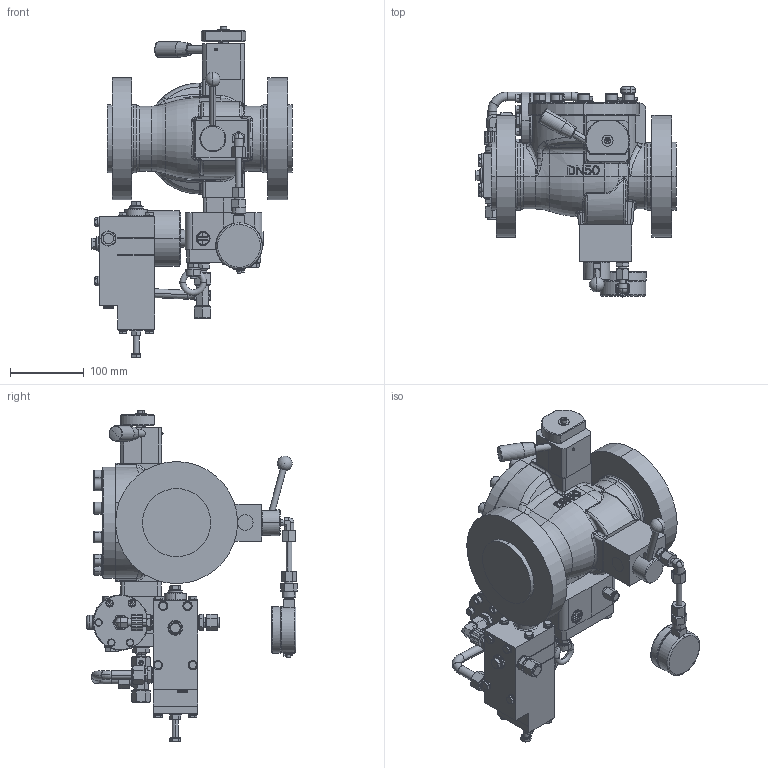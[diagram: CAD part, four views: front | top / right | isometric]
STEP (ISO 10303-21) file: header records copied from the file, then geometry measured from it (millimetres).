
FILE_DESCRIPTION (( 'STEP AP214' ), '1' );
FILE_NAME ('HON711-DN50-K16-Class600RF.STEP', '2019-07-30T04:24:38', ( '' ), ( '' ), 'SwSTEP 2.0', 'SolidWorks 2017', '' );
FILE_SCHEMA (( 'AUTOMOTIVE_DESIGN' ));
Length unit declared in the file: millimetre
Products named in the file (1): HON711-DN50-K16-Class600RF
Bounding box: 271.27 x 284.17 x 448.44 mm (x, y, z)
Volume: 6272007.2 mm3; surface area: 455954.8 mm2
Topology: 1 solids, 1 shells, 2419 faces, 5647 edges, 3386 vertices
Faces by surface type: plane 1108, cylinder 544, cone 464, torus 148, bspline 147, sphere 8
Entity records: 97547 total; most frequent: CARTESIAN_POINT 24133, ORIENTED_EDGE 11212, DIRECTION 10999, EDGE_CURVE 5606, AXIS2_PLACEMENT_3D 4303, VERTEX_POINT 3383, EDGE_LOOP 2647, FACE_OUTER_BOUND 2419
